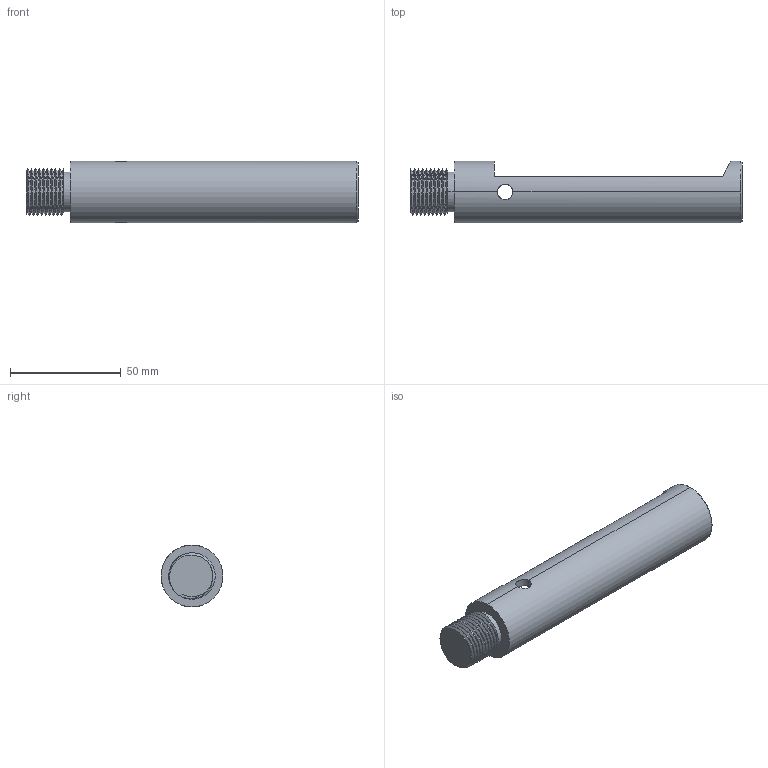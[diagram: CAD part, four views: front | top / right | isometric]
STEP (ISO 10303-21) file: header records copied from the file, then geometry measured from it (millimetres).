
FILE_DESCRIPTION (( 'STEP AP203' ), '1' );
FILE_NAME ('P1_V2.STEP', '2021-09-13T12:28:23', ( '' ), ( '' ), 'SwSTEP 2.0', 'SolidWorks 2020', '' );
FILE_SCHEMA (( 'CONFIG_CONTROL_DESIGN' ));
Length unit declared in the file: millimetre
Products named in the file (1): P1_V2
Bounding box: 150 x 28 x 28 mm (x, y, z)
Volume: 38228.3 mm3; surface area: 18202.2 mm2
Topology: 1 solids, 1 shells, 44 faces, 122 edges, 78 vertices
Faces by surface type: cylinder 30, plane 9, bspline 3, cone 2
Entity records: 3881 total; most frequent: CARTESIAN_POINT 2823, ORIENTED_EDGE 244, DIRECTION 168, EDGE_CURVE 122, VERTEX_POINT 78, AXIS2_PLACEMENT_3D 62, EDGE_LOOP 48, LINE 44
